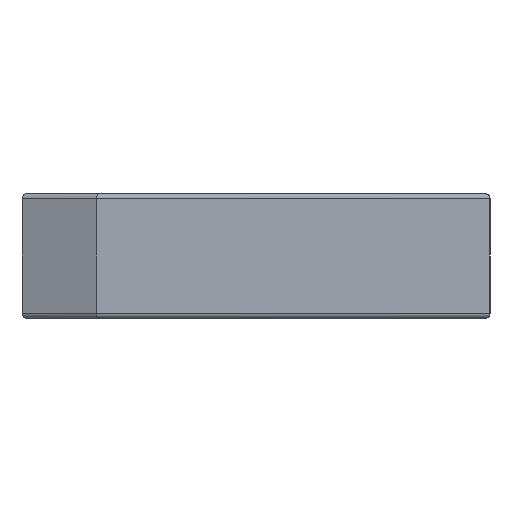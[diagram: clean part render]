
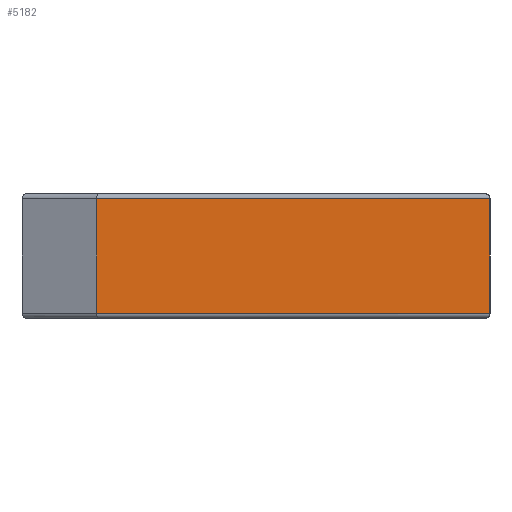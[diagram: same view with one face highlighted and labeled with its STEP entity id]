
A CAD part, left-side view. The second image highlights one B-rep face of the part: STEP entity #5182.
In plain terms, the highlighted planar face has unit normal (-1, 0, 0).
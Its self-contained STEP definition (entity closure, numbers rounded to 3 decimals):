
#82 = VERTEX_POINT ( 'NONE', #6788 ) ;
#454 = LINE ( 'NONE', #6861, #5055 ) ;
#467 = VECTOR ( 'NONE', #1300, 1000. ) ;
#1300 = DIRECTION ( 'NONE',  ( 0., 1., 0. ) ) ;
#2140 = LINE ( 'NONE', #10125, #467 ) ;
#2314 = ORIENTED_EDGE ( 'NONE', *, *, #4616, .T. ) ;
#2415 = CARTESIAN_POINT ( 'NONE',  ( -46.5, 0., 19.2 ) ) ;
#2883 = DIRECTION ( 'NONE',  ( 0., 0., -1. ) ) ;
#3072 = LINE ( 'NONE', #4013, #6174 ) ;
#3135 = CARTESIAN_POINT ( 'NONE',  ( -46.5, 63., 20. ) ) ;
#3406 = EDGE_LOOP ( 'NONE', ( #5959, #5533, #4110, #2314 ) ) ;
#4013 = CARTESIAN_POINT ( 'NONE',  ( -46.5, 0., 0.8 ) ) ;
#4110 = ORIENTED_EDGE ( 'NONE', *, *, #6203, .F. ) ;
#4422 = VERTEX_POINT ( 'NONE', #2415 ) ;
#4487 = VECTOR ( 'NONE', #8851, 1000. ) ;
#4616 = EDGE_CURVE ( 'NONE', #4422, #82, #2140, .T. ) ;
#4854 = PLANE ( 'NONE',  #10026 ) ;
#4984 = EDGE_CURVE ( 'NONE', #9966, #6459, #3072, .T. ) ;
#5055 = VECTOR ( 'NONE', #2883, 1000. ) ;
#5182 = ADVANCED_FACE ( 'NONE', ( #5846 ), #4854, .F. ) ;
#5426 = CARTESIAN_POINT ( 'NONE',  ( -46.5, 63., 0.8 ) ) ;
#5533 = ORIENTED_EDGE ( 'NONE', *, *, #4984, .T. ) ;
#5613 = LINE ( 'NONE', #3135, #4487 ) ;
#5846 = FACE_OUTER_BOUND ( 'NONE', #3406, .T. ) ;
#5959 = ORIENTED_EDGE ( 'NONE', *, *, #8277, .T. ) ;
#6173 = CARTESIAN_POINT ( 'NONE',  ( -46.5, 0., 0.8 ) ) ;
#6174 = VECTOR ( 'NONE', #9524, 1000. ) ;
#6203 = EDGE_CURVE ( 'NONE', #4422, #6459, #454, .T. ) ;
#6459 = VERTEX_POINT ( 'NONE', #6173 ) ;
#6581 = DIRECTION ( 'NONE',  ( 0., 0., -1. ) ) ;
#6788 = CARTESIAN_POINT ( 'NONE',  ( -46.5, 63., 19.2 ) ) ;
#6861 = CARTESIAN_POINT ( 'NONE',  ( -46.5, 0., 20. ) ) ;
#7211 = CARTESIAN_POINT ( 'NONE',  ( -46.5, 0., 20. ) ) ;
#7372 = DIRECTION ( 'NONE',  ( 1., 0., 0. ) ) ;
#8277 = EDGE_CURVE ( 'NONE', #82, #9966, #5613, .T. ) ;
#8851 = DIRECTION ( 'NONE',  ( 0., 0., -1. ) ) ;
#9524 = DIRECTION ( 'NONE',  ( 0., -1., 0. ) ) ;
#9966 = VERTEX_POINT ( 'NONE', #5426 ) ;
#10026 = AXIS2_PLACEMENT_3D ( 'NONE', #7211, #7372, #6581 ) ;
#10125 = CARTESIAN_POINT ( 'NONE',  ( -46.5, 0., 19.2 ) ) ;
